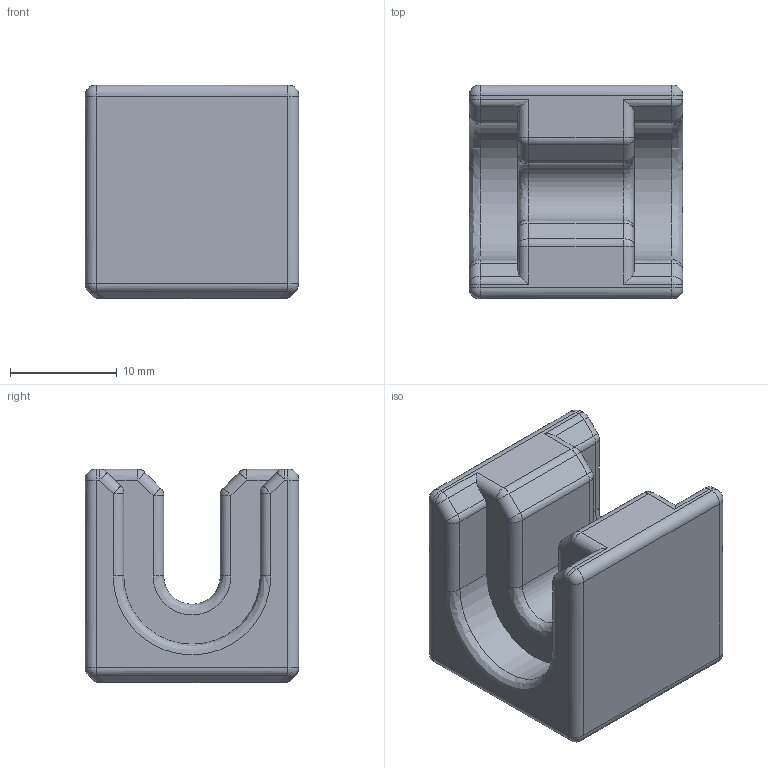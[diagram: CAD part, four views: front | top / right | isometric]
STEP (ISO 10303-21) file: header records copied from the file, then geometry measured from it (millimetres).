
FILE_DESCRIPTION(/* description */ ('','CAx-IF Rec.Pracs.---Representation and Presentation of Product Manufacturing Information (PMI)---4.0---2014-10-13'),/* implementation_level */ '2;1');
FILE_NAME(/* name */ 'Bogie EMD Wheel Alignment Tool.step',/* time_stamp */ '2024-11-30T23:20:52+05:30',/* author */ (''),/* organization */ (''),/* preprocessor_version */ 'ST-DEVELOPER v20',/* originating_system */ 'Autodesk Translation Framework v13.20.0.188',/* authorisation */ '');
FILE_SCHEMA (('AP242_MANAGED_MODEL_BASED_3D_ENGINEERING_MIM_LF { 1 0 10303 442 1 1 4 }'));
Length unit declared in the file: millimetre
Products named in the file (1): Bogie EMD Wheel Alignment Tool
Bounding box: 20 x 20 x 20 mm (x, y, z)
Volume: 5385.7 mm3; surface area: 2555 mm2
Topology: 1 solids, 1 shells, 106 faces, 248 edges, 124 vertices
Faces by surface type: bspline 78, plane 25, cylinder 3
Entity records: 8770 total; most frequent: CARTESIAN_POINT 6920, ORIENTED_EDGE 456, EDGE_CURVE 228, DIRECTION 196, VERTEX_POINT 124, LINE 118, VECTOR 118, FACE_OUTER_BOUND 106
